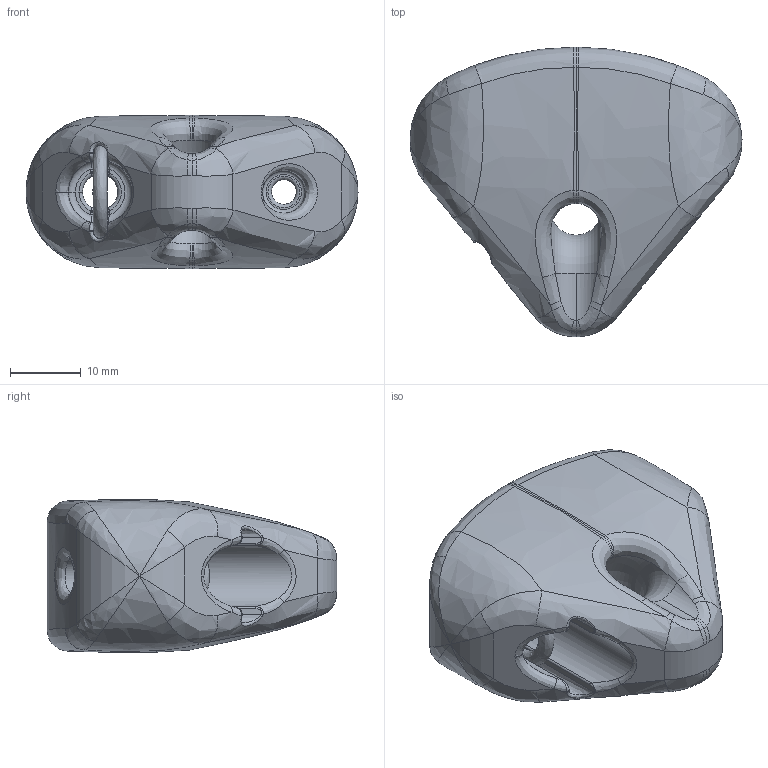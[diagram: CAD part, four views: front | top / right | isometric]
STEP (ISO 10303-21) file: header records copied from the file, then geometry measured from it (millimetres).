
FILE_DESCRIPTION(('HOOPS Exchange Step'),'2;1');
FILE_NAME('temp_export','2025-05-24T10:21:49-04:00',('me'),('Shapr3D Limited'),'HOOPS Exchange 2024.8','Shapr3D','Authorized');
FILE_SCHEMA( ('AP203_CONFIGURATION_CONTROLLED_3D_DESIGN_OF_MECHANICAL_PARTS_AND_ASSEMBLIES_MIM_LF') );
Length unit declared in the file: millimetre
Products named in the file (2): ring 13+; root
Assembly tree (1 placements, depth 2):
  root
    ring 13+
Bounding box: 47 x 41 x 21.69 mm (x, y, z)
Volume: 21298.2 mm3; surface area: 6099.2 mm2
Topology: 2 solids, 2 shells, 166 faces, 398 edges, 220 vertices
Faces by surface type: bspline 115, cylinder 28, plane 14, torus 9
Full cylindrical faces by diameter (mm): 3.5 x1, 5 x1, 6 x1
Entity records: 35015 total; most frequent: CARTESIAN_POINT 31922, ORIENTED_EDGE 772, DIRECTION 394, EDGE_CURVE 386, VERTEX_POINT 220, B_SPLINE_CURVE_WITH_KNOTS 218, AXIS2_PLACEMENT_3D 177, EDGE_LOOP 170
